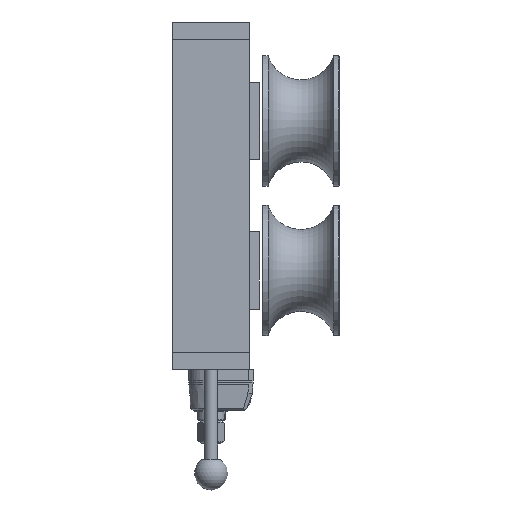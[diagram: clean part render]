
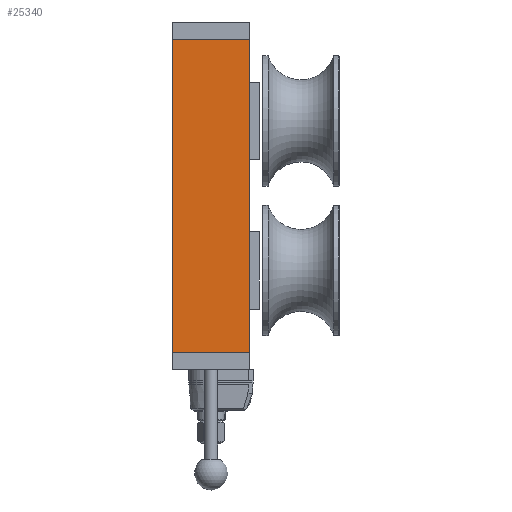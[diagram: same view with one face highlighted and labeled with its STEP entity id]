
A CAD part, left-side view. The second image highlights one B-rep face of the part: STEP entity #25340.
In plain terms, the highlighted planar face has unit normal (-1, 0, 0).
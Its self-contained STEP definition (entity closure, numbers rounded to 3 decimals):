
#339 = VERTEX_POINT ( 'NONE', #5106 ) ;
#2299 = DIRECTION ( 'NONE',  ( 0., 1., 0. ) ) ;
#5106 = CARTESIAN_POINT ( 'NONE',  ( -402.5, 0., 342. ) ) ;
#5226 = LINE ( 'NONE', #31352, #38668 ) ;
#6313 = VECTOR ( 'NONE', #36175, 1000. ) ;
#7238 = EDGE_CURVE ( 'NONE', #339, #33057, #30560, .T. ) ;
#7978 = CARTESIAN_POINT ( 'NONE',  ( -402.5, 0., 342. ) ) ;
#11543 = CARTESIAN_POINT ( 'NONE',  ( -402.5, 0., 342. ) ) ;
#11705 = VERTEX_POINT ( 'NONE', #23451 ) ;
#12527 = LINE ( 'NONE', #17955, #31325 ) ;
#14143 = VERTEX_POINT ( 'NONE', #21876 ) ;
#14849 = FACE_OUTER_BOUND ( 'NONE', #40941, .T. ) ;
#16314 = EDGE_CURVE ( 'NONE', #339, #14143, #12527, .T. ) ;
#16922 = CARTESIAN_POINT ( 'NONE',  ( -402.5, 80., 342. ) ) ;
#17599 = EDGE_CURVE ( 'NONE', #33057, #11705, #5226, .T. ) ;
#17955 = CARTESIAN_POINT ( 'NONE',  ( -402.5, 0., 342. ) ) ;
#20276 = LINE ( 'NONE', #16922, #6313 ) ;
#20931 = ORIENTED_EDGE ( 'NONE', *, *, #16314, .T. ) ;
#21325 = DIRECTION ( 'NONE',  ( 0., 1., 0. ) ) ;
#21876 = CARTESIAN_POINT ( 'NONE',  ( -402.5, 80., 342. ) ) ;
#23451 = CARTESIAN_POINT ( 'NONE',  ( -402.5, 80., 18. ) ) ;
#23869 = DIRECTION ( 'NONE',  ( 0., 0., 1. ) ) ;
#25340 = ADVANCED_FACE ( 'NONE', ( #14849 ), #40776, .F. ) ;
#26427 = ORIENTED_EDGE ( 'NONE', *, *, #36529, .T. ) ;
#27972 = VECTOR ( 'NONE', #37253, 1000. ) ;
#29261 = ORIENTED_EDGE ( 'NONE', *, *, #7238, .F. ) ;
#30560 = LINE ( 'NONE', #11543, #27972 ) ;
#31325 = VECTOR ( 'NONE', #2299, 1000. ) ;
#31352 = CARTESIAN_POINT ( 'NONE',  ( -402.5, 0., 18. ) ) ;
#33057 = VERTEX_POINT ( 'NONE', #34329 ) ;
#33486 = DIRECTION ( 'NONE',  ( 1., 0., 0. ) ) ;
#34329 = CARTESIAN_POINT ( 'NONE',  ( -402.5, 0., 18. ) ) ;
#35890 = ORIENTED_EDGE ( 'NONE', *, *, #17599, .F. ) ;
#36175 = DIRECTION ( 'NONE',  ( 0., 0., -1. ) ) ;
#36529 = EDGE_CURVE ( 'NONE', #14143, #11705, #20276, .T. ) ;
#37253 = DIRECTION ( 'NONE',  ( 0., 0., -1. ) ) ;
#38668 = VECTOR ( 'NONE', #21325, 1000. ) ;
#40016 = AXIS2_PLACEMENT_3D ( 'NONE', #7978, #33486, #23869 ) ;
#40776 = PLANE ( 'NONE',  #40016 ) ;
#40941 = EDGE_LOOP ( 'NONE', ( #26427, #35890, #29261, #20931 ) ) ;
